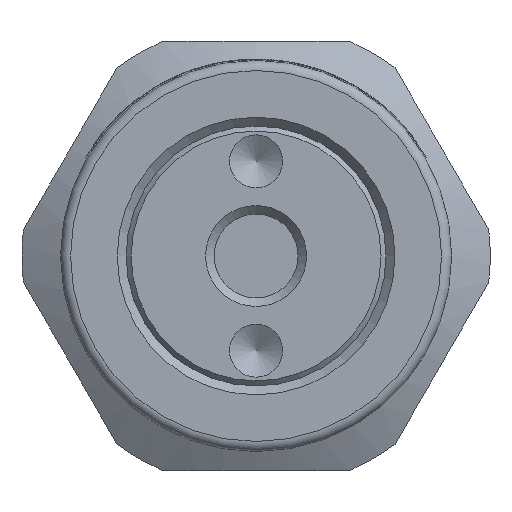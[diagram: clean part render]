
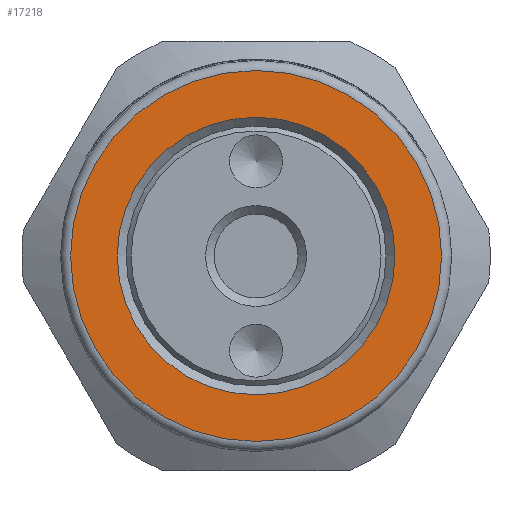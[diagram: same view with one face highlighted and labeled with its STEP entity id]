
A CAD part, left-side view. The second image highlights one B-rep face of the part: STEP entity #17218.
In plain terms, the highlighted planar face has unit normal (-1, 0, 0).
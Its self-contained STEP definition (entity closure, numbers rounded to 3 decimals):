
#16772=CARTESIAN_POINT('',(-50.0,-11.0,0.0));
#16773=VERTEX_POINT('',#16772);
#16774=CARTESIAN_POINT('',(-50.0,0.0,0.0));
#16775=DIRECTION('',(1.0,0.0,0.0));
#16776=DIRECTION('',(0.0,-1.0,0.0));
#16777=AXIS2_PLACEMENT_3D('',#16774,#16775,#16776);
#16778=CIRCLE('',#16777,11.);
#16779=EDGE_CURVE('',#16773,#16773,#16778,.T.);
#17199=CARTESIAN_POINT('',(-50.0,10.875,0.0));
#17200=DIRECTION('',(-1.0,0.0,0.0));
#17201=DIRECTION('',(0.0,0.0,1.0));
#17202=AXIS2_PLACEMENT_3D('',#17199,#17200,#17201);
#17203=PLANE('',#17202);
#17204=CARTESIAN_POINT('',(-50.0,14.7,0.0));
#17205=VERTEX_POINT('',#17204);
#17206=CARTESIAN_POINT('',(-50.0,0.0,0.0));
#17207=DIRECTION('',(1.0,0.0,0.0));
#17208=DIRECTION('',(0.0,-1.0,0.0));
#17209=AXIS2_PLACEMENT_3D('',#17206,#17207,#17208);
#17210=CIRCLE('',#17209,14.7);
#17211=EDGE_CURVE('',#17205,#17205,#17210,.T.);
#17212=ORIENTED_EDGE('',*,*,#17211,.F.);
#17213=EDGE_LOOP('',(#17212));
#17214=FACE_OUTER_BOUND('',#17213,.T.);
#17215=ORIENTED_EDGE('',*,*,#16779,.T.);
#17216=EDGE_LOOP('',(#17215));
#17217=FACE_BOUND('',#17216,.T.);
#17218=ADVANCED_FACE('',(#17214,#17217),#17203,.T.);
